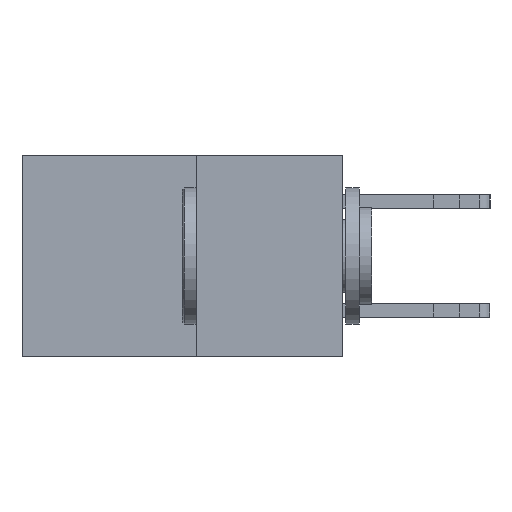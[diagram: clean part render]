
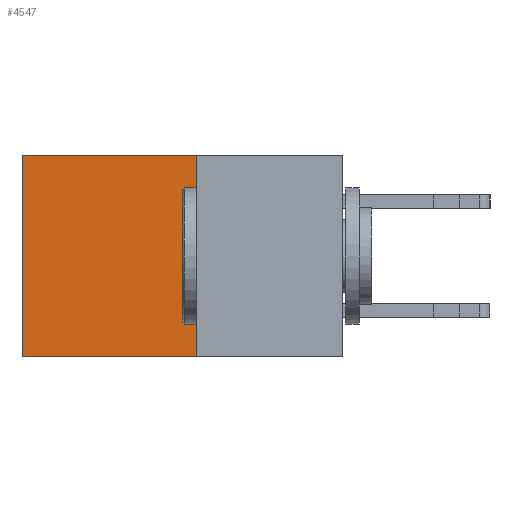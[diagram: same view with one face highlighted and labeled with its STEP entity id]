
A CAD part, left-side view. The second image highlights one B-rep face of the part: STEP entity #4547.
In plain terms, the highlighted planar face has unit normal (-1, 0, 0).
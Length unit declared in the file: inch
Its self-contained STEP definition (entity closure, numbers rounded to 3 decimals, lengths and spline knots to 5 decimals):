
#234 = EDGE_CURVE ( 'NONE', #7501, #3065, #11882, .T. ) ;
#347 = DIRECTION ( 'NONE',  ( 0., 0., -1. ) ) ;
#1343 = CARTESIAN_POINT ( 'NONE',  ( 0.277, 0.27, 0. ) ) ;
#1616 = VECTOR ( 'NONE', #15515, 39.37008 ) ;
#2651 = CARTESIAN_POINT ( 'NONE',  ( 0.277, 0.27, -0.37 ) ) ;
#2676 = CARTESIAN_POINT ( 'NONE',  ( 0.277, 0.27, -0.37 ) ) ;
#3065 = VERTEX_POINT ( 'NONE', #17477 ) ;
#4547 = ADVANCED_FACE ( 'NONE', ( #7590 ), #6467, .F. ) ;
#6328 = LINE ( 'NONE', #1343, #1616 ) ;
#6414 = VECTOR ( 'NONE', #16900, 39.37008 ) ;
#6467 = PLANE ( 'NONE',  #13985 ) ;
#6534 = LINE ( 'NONE', #21531, #15960 ) ;
#6635 = VECTOR ( 'NONE', #13063, 39.37008 ) ;
#7501 = VERTEX_POINT ( 'NONE', #19654 ) ;
#7590 = FACE_OUTER_BOUND ( 'NONE', #11478, .T. ) ;
#8324 = ORIENTED_EDGE ( 'NONE', *, *, #11363, .T. ) ;
#8413 = ORIENTED_EDGE ( 'NONE', *, *, #234, .F. ) ;
#8462 = ORIENTED_EDGE ( 'NONE', *, *, #19038, .F. ) ;
#8892 = ORIENTED_EDGE ( 'NONE', *, *, #21553, .T. ) ;
#11363 = EDGE_CURVE ( 'NONE', #16156, #3065, #6534, .T. ) ;
#11478 = EDGE_LOOP ( 'NONE', ( #8324, #8413, #8462, #8892 ) ) ;
#11632 = CARTESIAN_POINT ( 'NONE',  ( 0.277, 0.59, 0. ) ) ;
#11882 = LINE ( 'NONE', #22710, #6635 ) ;
#13063 = DIRECTION ( 'NONE',  ( 0., 1., 0. ) ) ;
#13418 = CARTESIAN_POINT ( 'NONE',  ( 0.277, 0.27, 0. ) ) ;
#13985 = AXIS2_PLACEMENT_3D ( 'NONE', #2676, #14661, #16850 ) ;
#14661 = DIRECTION ( 'NONE',  ( 1., 0., 0. ) ) ;
#15515 = DIRECTION ( 'NONE',  ( 0., 1., 0. ) ) ;
#15844 = LINE ( 'NONE', #2651, #6414 ) ;
#15960 = VECTOR ( 'NONE', #347, 39.37008 ) ;
#16144 = VERTEX_POINT ( 'NONE', #13418 ) ;
#16156 = VERTEX_POINT ( 'NONE', #11632 ) ;
#16850 = DIRECTION ( 'NONE',  ( 0., 0., -1. ) ) ;
#16900 = DIRECTION ( 'NONE',  ( 0., 0., -1. ) ) ;
#17477 = CARTESIAN_POINT ( 'NONE',  ( 0.277, 0.59, -0.37 ) ) ;
#19038 = EDGE_CURVE ( 'NONE', #16144, #7501, #15844, .T. ) ;
#19654 = CARTESIAN_POINT ( 'NONE',  ( 0.277, 0.27, -0.37 ) ) ;
#21531 = CARTESIAN_POINT ( 'NONE',  ( 0.277, 0.59, -0.37 ) ) ;
#21553 = EDGE_CURVE ( 'NONE', #16144, #16156, #6328, .T. ) ;
#22710 = CARTESIAN_POINT ( 'NONE',  ( 0.277, 0.27, -0.37 ) ) ;
